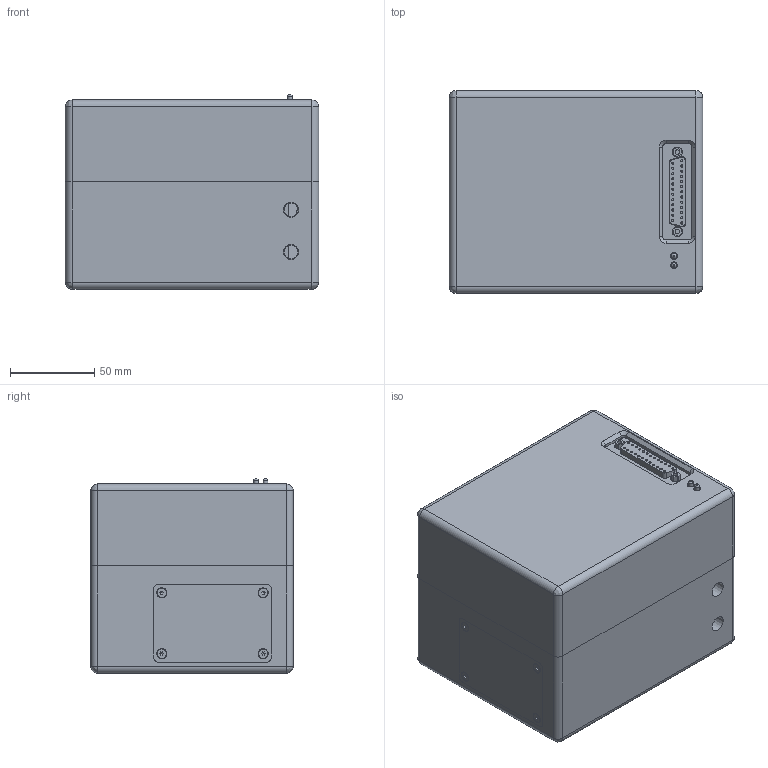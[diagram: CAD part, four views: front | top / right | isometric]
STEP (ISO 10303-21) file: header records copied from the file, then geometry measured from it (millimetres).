
FILE_DESCRIPTION (( 'STEP AP203' ), '1' );
FILE_NAME ('ProScanｊ(X)20Aㄗ耜醱樓謂-2024ㄘ.STEP', '2024-07-01T03:25:00', ( 'Windows 蚚誧' ), ( '' ), 'SwSTEP 2.0', 'SolidWorks 2022', '' );
FILE_SCHEMA (( 'CONFIG_CONTROL_DESIGN' ));
Length unit declared in the file: millimetre
Products named in the file (1): ProScanⅡ(X)20A（侧面加孔-2024）
Bounding box: 150 x 120 x 115 mm (x, y, z)
Volume: 471724.1 mm3; surface area: 198547.8 mm2
Topology: 15 solids, 15 shells, 626 faces, 1570 edges, 981 vertices
Faces by surface type: plane 299, cylinder 236, cone 57, bspline 26, torus 8
Full cylindrical faces by diameter (mm): 1.3 x25, 1.337 x1, 1.368 x1, 1.616 x1, 2.5 x5, 2.658 x2, 2.9 x2, 3 x4, 3.05 x2, 3.2 x2, 3.3 x16, 3.352 x2, 3.4 x4, 3.8 x2, 4 x6, 4.2 x8, 4.5 x4, 5 x4, 5.54 x4, 6 x6, 7 x4, 7.9 x2, 8 x4, 20 x1, 84 x1, 85 x1
Entity records: 18875 total; most frequent: CARTESIAN_POINT 4462, DIRECTION 3068, ORIENTED_EDGE 2660, EDGE_CURVE 1330, AXIS2_PLACEMENT_3D 1170, EDGE_LOOP 934, VERTEX_POINT 930, FACE_OUTER_BOUND 754
